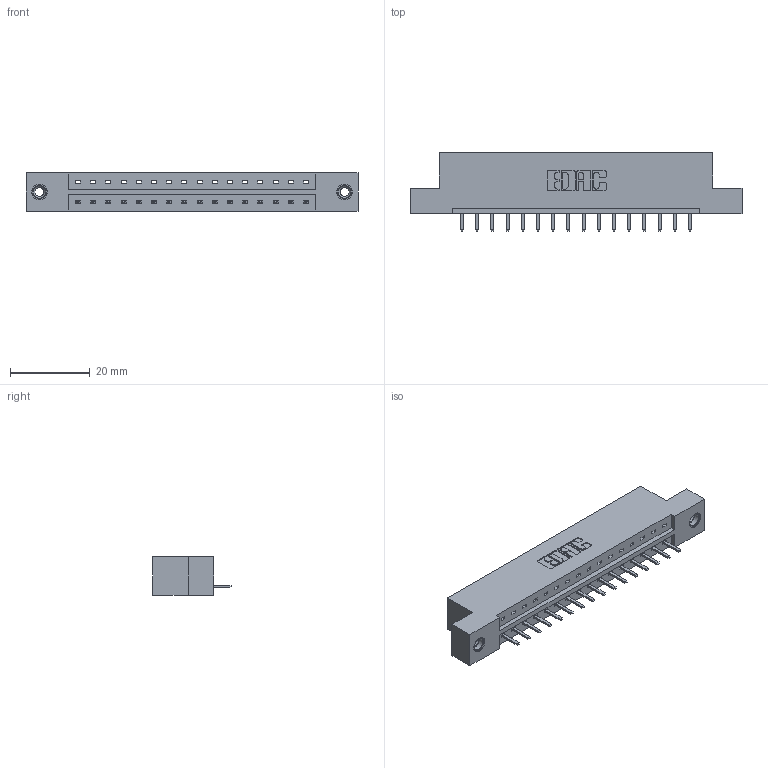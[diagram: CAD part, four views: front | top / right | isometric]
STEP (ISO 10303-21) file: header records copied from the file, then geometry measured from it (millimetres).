
FILE_DESCRIPTION (( 'STEP AP203' ), '1' );
FILE_NAME ('379-016-520-108.STEP', '2020-09-30T16:22:48', ( '' ), ( '' ), 'SwSTEP 2.0', 'SolidWorks 2020', '' );
FILE_SCHEMA (( 'CONFIG_CONTROL_DESIGN' ));
Length unit declared in the file: inch
Products named in the file (4): 379-016-520-108; 345-292-001_345-293-120; 379 Part_Flush - .156 Dia - TI; 345-250-001_345-250-003-102
Assembly tree (19 placements, depth 2):
  379-016-520-108
    379 Part_Flush - .156 Dia - TI
    345-292-001_345-293-120  x16
    345-250-001_345-250-003-102  x2
Bounding box: 83.19 x 19.68 x 9.53 mm (x, y, z)
Volume: 8377.4 mm3; surface area: 8305.6 mm2
Topology: 19 solids, 19 shells, 1166 faces, 3391 edges, 2210 vertices
Faces by surface type: plane 806, cylinder 344, cone 12, torus 4
Entity records: 14444 total; most frequent: CARTESIAN_POINT 2489, ORIENTED_EDGE 2422, DIRECTION 2173, EDGE_CURVE 1211, VECTOR 1059, LINE 1059, VERTEX_POINT 800, AXIS2_PLACEMENT_3D 557
